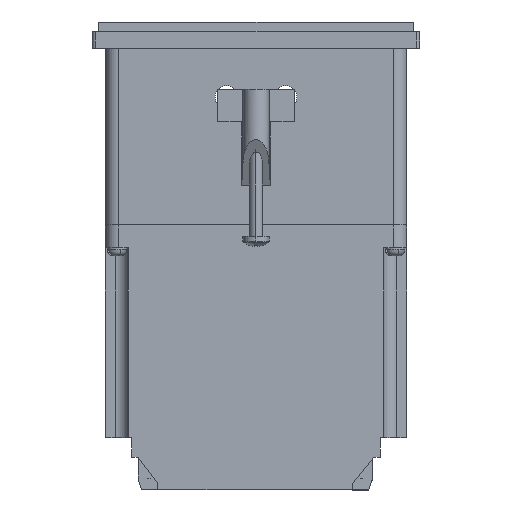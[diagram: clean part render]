
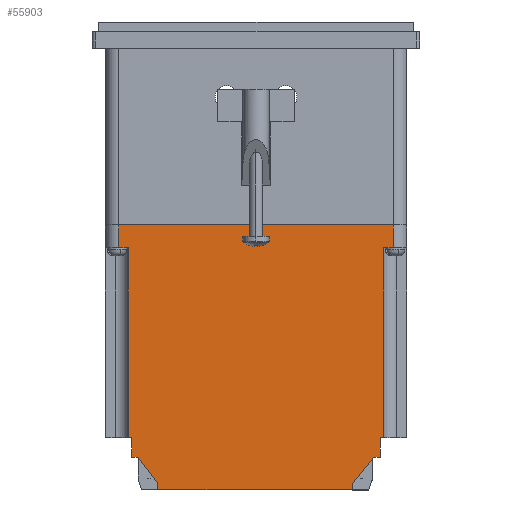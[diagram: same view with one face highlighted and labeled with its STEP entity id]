
A CAD part, left-side view. The second image highlights one B-rep face of the part: STEP entity #55903.
In plain terms, the highlighted planar face has unit normal (-1, 0, 0).
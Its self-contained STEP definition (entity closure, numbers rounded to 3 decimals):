
#202 = EDGE_CURVE ( 'NONE', #5525, #2650, #51507, .T. ) ;
#1205 = ORIENTED_EDGE ( 'NONE', *, *, #45455, .F. ) ;
#1900 = VECTOR ( 'NONE', #59423, 1000. ) ;
#2235 = CARTESIAN_POINT ( 'NONE',  ( 0., 4., -81. ) ) ;
#2419 = VECTOR ( 'NONE', #61107, 1000. ) ;
#2630 = EDGE_CURVE ( 'NONE', #38793, #18341, #27232, .T. ) ;
#2650 = VERTEX_POINT ( 'NONE', #60212 ) ;
#3150 = LINE ( 'NONE', #18866, #4014 ) ;
#3730 = VERTEX_POINT ( 'NONE', #13559 ) ;
#3747 = VECTOR ( 'NONE', #39639, 1000. ) ;
#4014 = VECTOR ( 'NONE', #24695, 1000. ) ;
#4566 = ORIENTED_EDGE ( 'NONE', *, *, #10343, .F. ) ;
#4670 = ORIENTED_EDGE ( 'NONE', *, *, #31263, .F. ) ;
#4986 = EDGE_CURVE ( 'NONE', #51809, #69413, #20523, .T. ) ;
#5155 = CARTESIAN_POINT ( 'NONE',  ( 0., 92., -81. ) ) ;
#5525 = VERTEX_POINT ( 'NONE', #16780 ) ;
#5736 = CARTESIAN_POINT ( 'NONE',  ( 0., 76., -81. ) ) ;
#5992 = EDGE_CURVE ( 'NONE', #39034, #69413, #9949, .T. ) ;
#6333 = ORIENTED_EDGE ( 'NONE', *, *, #9456, .F. ) ;
#7098 = DIRECTION ( 'NONE',  ( 0., 0., 1. ) ) ;
#7703 = DIRECTION ( 'NONE',  ( 0., 1., 0. ) ) ;
#7840 = CARTESIAN_POINT ( 'NONE',  ( 0., 16.5, -81. ) ) ;
#8462 = AXIS2_PLACEMENT_3D ( 'NONE', #5155, #74645, #75152 ) ;
#8997 = CARTESIAN_POINT ( 'NONE',  ( 0., 92., -7. ) ) ;
#9393 = EDGE_CURVE ( 'NONE', #51809, #27956, #74834, .T. ) ;
#9456 = EDGE_CURVE ( 'NONE', #68058, #45901, #17312, .T. ) ;
#9523 = CARTESIAN_POINT ( 'NONE',  ( 0., 84., -65. ) ) ;
#9949 = LINE ( 'NONE', #64587, #14557 ) ;
#9986 = CARTESIAN_POINT ( 'NONE',  ( 0., 4., -7. ) ) ;
#10134 = LINE ( 'NONE', #43097, #39246 ) ;
#10216 = DIRECTION ( 'NONE',  ( 0., 1., 0. ) ) ;
#10343 = EDGE_CURVE ( 'NONE', #20502, #63805, #10134, .T. ) ;
#13559 = CARTESIAN_POINT ( 'NONE',  ( 0., 7., -7. ) ) ;
#14014 = VECTOR ( 'NONE', #39063, 1000. ) ;
#14557 = VECTOR ( 'NONE', #70468, 1000. ) ;
#16780 = CARTESIAN_POINT ( 'NONE',  ( 0., 85., -7. ) ) ;
#17312 = LINE ( 'NONE', #56711, #74609 ) ;
#17909 = VERTEX_POINT ( 'NONE', #30799 ) ;
#18341 = VERTEX_POINT ( 'NONE', #35248 ) ;
#18866 = CARTESIAN_POINT ( 'NONE',  ( 0., 82., -71. ) ) ;
#19532 = EDGE_CURVE ( 'NONE', #17909, #18341, #55216, .T. ) ;
#20502 = VERTEX_POINT ( 'NONE', #71746 ) ;
#20523 = LINE ( 'NONE', #22982, #46960 ) ;
#20562 = ORIENTED_EDGE ( 'NONE', *, *, #73473, .F. ) ;
#21167 = EDGE_CURVE ( 'NONE', #66372, #2650, #64769, .T. ) ;
#21874 = CARTESIAN_POINT ( 'NONE',  ( 0., 76., -81. ) ) ;
#21926 = CARTESIAN_POINT ( 'NONE',  ( 0., 84., -65. ) ) ;
#22326 = EDGE_LOOP ( 'NONE', ( #51496, #4670, #33925, #24864, #63130, #20562, #32481, #31386, #74167, #4566, #30776, #22555, #63594, #50438, #1205, #63725, #26086, #6333 ) ) ;
#22555 = ORIENTED_EDGE ( 'NONE', *, *, #9393, .F. ) ;
#22982 = CARTESIAN_POINT ( 'NONE',  ( 0., 92., -81. ) ) ;
#24695 = DIRECTION ( 'NONE',  ( 0., 0.6, 0.8 ) ) ;
#24774 = VECTOR ( 'NONE', #10216, 1000. ) ;
#24864 = ORIENTED_EDGE ( 'NONE', *, *, #19532, .F. ) ;
#26079 = EDGE_CURVE ( 'NONE', #17909, #46351, #68257, .T. ) ;
#26086 = ORIENTED_EDGE ( 'NONE', *, *, #55346, .F. ) ;
#26648 = CARTESIAN_POINT ( 'NONE',  ( 0., 8., -71. ) ) ;
#27232 = LINE ( 'NONE', #2235, #66302 ) ;
#27310 = EDGE_CURVE ( 'NONE', #31437, #42870, #74248, .T. ) ;
#27707 = LINE ( 'NONE', #34238, #67731 ) ;
#27956 = VERTEX_POINT ( 'NONE', #74827 ) ;
#28099 = CARTESIAN_POINT ( 'NONE',  ( 0., 8., -71. ) ) ;
#28806 = CARTESIAN_POINT ( 'NONE',  ( 0., 10., -71. ) ) ;
#29050 = CARTESIAN_POINT ( 'NONE',  ( 0., 16.5, -79. ) ) ;
#29160 = CARTESIAN_POINT ( 'NONE',  ( 0., 8., -65. ) ) ;
#29415 = DIRECTION ( 'NONE',  ( 0., 0., -1. ) ) ;
#30776 = ORIENTED_EDGE ( 'NONE', *, *, #61087, .F. ) ;
#30799 = CARTESIAN_POINT ( 'NONE',  ( 0., 88., 0. ) ) ;
#31263 = EDGE_CURVE ( 'NONE', #38793, #3730, #71051, .T. ) ;
#31386 = ORIENTED_EDGE ( 'NONE', *, *, #21167, .F. ) ;
#31437 = VERTEX_POINT ( 'NONE', #26648 ) ;
#32481 = ORIENTED_EDGE ( 'NONE', *, *, #202, .T. ) ;
#33121 = CARTESIAN_POINT ( 'NONE',  ( 0., 7., -65. ) ) ;
#33925 = ORIENTED_EDGE ( 'NONE', *, *, #2630, .T. ) ;
#33949 = CARTESIAN_POINT ( 'NONE',  ( 0., 10., -71. ) ) ;
#34238 = CARTESIAN_POINT ( 'NONE',  ( 0., 84., -65. ) ) ;
#35248 = CARTESIAN_POINT ( 'NONE',  ( 0., 4., 0. ) ) ;
#37235 = DIRECTION ( 'NONE',  ( 0., 1., 0. ) ) ;
#37509 = CARTESIAN_POINT ( 'NONE',  ( 0., 92., 0. ) ) ;
#37782 = VECTOR ( 'NONE', #51243, 1000. ) ;
#38793 = VERTEX_POINT ( 'NONE', #9986 ) ;
#39034 = VERTEX_POINT ( 'NONE', #29050 ) ;
#39063 = DIRECTION ( 'NONE',  ( 0., 0.631, -0.776 ) ) ;
#39246 = VECTOR ( 'NONE', #7703, 1000. ) ;
#39480 = LINE ( 'NONE', #33949, #14014 ) ;
#39639 = DIRECTION ( 'NONE',  ( 0., 0., 1. ) ) ;
#40046 = VECTOR ( 'NONE', #56373, 1000. ) ;
#41347 = DIRECTION ( 'NONE',  ( 0., 0., -1. ) ) ;
#42870 = VERTEX_POINT ( 'NONE', #28806 ) ;
#43097 = CARTESIAN_POINT ( 'NONE',  ( 0., 84., -71. ) ) ;
#43383 = VECTOR ( 'NONE', #37235, 1000. ) ;
#44700 = CARTESIAN_POINT ( 'NONE',  ( 0., 88., -7. ) ) ;
#45455 = EDGE_CURVE ( 'NONE', #42870, #39034, #39480, .T. ) ;
#45869 = DIRECTION ( 'NONE',  ( 0., -1., 0. ) ) ;
#45901 = VERTEX_POINT ( 'NONE', #69635 ) ;
#46351 = VERTEX_POINT ( 'NONE', #44700 ) ;
#46960 = VECTOR ( 'NONE', #45869, 1000. ) ;
#48071 = CARTESIAN_POINT ( 'NONE',  ( 0., 85., -7. ) ) ;
#49626 = LINE ( 'NONE', #56344, #68668 ) ;
#50438 = ORIENTED_EDGE ( 'NONE', *, *, #5992, .F. ) ;
#51005 = DIRECTION ( 'NONE',  ( 0., 0., -1. ) ) ;
#51033 = CARTESIAN_POINT ( 'NONE',  ( 0., 88., -81. ) ) ;
#51243 = DIRECTION ( 'NONE',  ( 0., 1., 0. ) ) ;
#51496 = ORIENTED_EDGE ( 'NONE', *, *, #67594, .F. ) ;
#51507 = LINE ( 'NONE', #48071, #53286 ) ;
#51809 = VERTEX_POINT ( 'NONE', #5736 ) ;
#53286 = VECTOR ( 'NONE', #65805, 1000. ) ;
#54265 = LINE ( 'NONE', #8997, #43383 ) ;
#55216 = LINE ( 'NONE', #37509, #2419 ) ;
#55346 = EDGE_CURVE ( 'NONE', #45901, #31437, #73611, .T. ) ;
#55903 = ADVANCED_FACE ( 'NONE', ( #60558 ), #57534, .T. ) ;
#56344 = CARTESIAN_POINT ( 'NONE',  ( 0., 7., -7. ) ) ;
#56373 = DIRECTION ( 'NONE',  ( 0., 0., -1. ) ) ;
#56711 = CARTESIAN_POINT ( 'NONE',  ( 0., 8., -65. ) ) ;
#57534 = PLANE ( 'NONE',  #8462 ) ;
#58063 = VECTOR ( 'NONE', #41347, 1000. ) ;
#59423 = DIRECTION ( 'NONE',  ( 0., 1., 0. ) ) ;
#60212 = CARTESIAN_POINT ( 'NONE',  ( 0., 85., -65. ) ) ;
#60558 = FACE_OUTER_BOUND ( 'NONE', #22326, .T. ) ;
#61087 = EDGE_CURVE ( 'NONE', #27956, #20502, #3150, .T. ) ;
#61107 = DIRECTION ( 'NONE',  ( 0., -1., 0. ) ) ;
#61749 = DIRECTION ( 'NONE',  ( 0., 1., 0. ) ) ;
#63130 = ORIENTED_EDGE ( 'NONE', *, *, #26079, .T. ) ;
#63594 = ORIENTED_EDGE ( 'NONE', *, *, #4986, .T. ) ;
#63725 = ORIENTED_EDGE ( 'NONE', *, *, #27310, .F. ) ;
#63805 = VERTEX_POINT ( 'NONE', #67292 ) ;
#64587 = CARTESIAN_POINT ( 'NONE',  ( 0., 16.5, -81. ) ) ;
#64769 = LINE ( 'NONE', #21926, #24774 ) ;
#64778 = CARTESIAN_POINT ( 'NONE',  ( 0., 0., -7. ) ) ;
#64907 = EDGE_CURVE ( 'NONE', #66372, #63805, #27707, .T. ) ;
#65805 = DIRECTION ( 'NONE',  ( 0., 0., -1. ) ) ;
#66302 = VECTOR ( 'NONE', #7098, 1000. ) ;
#66372 = VERTEX_POINT ( 'NONE', #9523 ) ;
#67292 = CARTESIAN_POINT ( 'NONE',  ( 0., 84., -71. ) ) ;
#67594 = EDGE_CURVE ( 'NONE', #3730, #68058, #49626, .T. ) ;
#67731 = VECTOR ( 'NONE', #29415, 1000. ) ;
#68058 = VERTEX_POINT ( 'NONE', #33121 ) ;
#68257 = LINE ( 'NONE', #51033, #40046 ) ;
#68668 = VECTOR ( 'NONE', #51005, 1000. ) ;
#69413 = VERTEX_POINT ( 'NONE', #7840 ) ;
#69635 = CARTESIAN_POINT ( 'NONE',  ( 0., 8., -65. ) ) ;
#70468 = DIRECTION ( 'NONE',  ( 0., 0., -1. ) ) ;
#71051 = LINE ( 'NONE', #64778, #1900 ) ;
#71746 = CARTESIAN_POINT ( 'NONE',  ( 0., 82., -71. ) ) ;
#73473 = EDGE_CURVE ( 'NONE', #5525, #46351, #54265, .T. ) ;
#73611 = LINE ( 'NONE', #29160, #58063 ) ;
#74167 = ORIENTED_EDGE ( 'NONE', *, *, #64907, .T. ) ;
#74248 = LINE ( 'NONE', #28099, #37782 ) ;
#74609 = VECTOR ( 'NONE', #61749, 1000. ) ;
#74645 = DIRECTION ( 'NONE',  ( -1., 0., 0. ) ) ;
#74827 = CARTESIAN_POINT ( 'NONE',  ( 0., 76., -79. ) ) ;
#74834 = LINE ( 'NONE', #21874, #3747 ) ;
#75152 = DIRECTION ( 'NONE',  ( 0., -1., 0. ) ) ;
